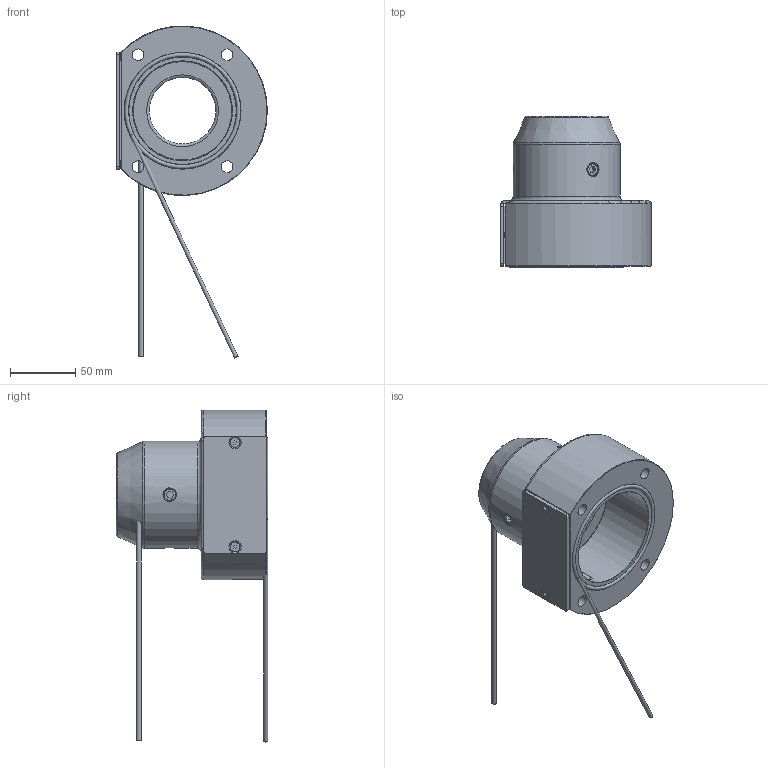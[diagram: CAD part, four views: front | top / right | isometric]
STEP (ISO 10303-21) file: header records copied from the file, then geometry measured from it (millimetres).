
FILE_DESCRIPTION (( 'STEP AP214' ), '1' );
FILE_NAME ('57027200.STEP', '2022-04-04T11:43:34', ( '' ), ( '' ), 'SwSTEP 2.0', 'SolidWorks 2020', '' );
FILE_SCHEMA (( 'AUTOMOTIVE_DESIGN' ));
Length unit declared in the file: millimetre
Products named in the file (9): 82386; 57027200; 84148; 93288; 82010_in Wandkonsole GTH 60  eingebaut; 89750; 93658; 93659; 82394
Assembly tree (11 placements, depth 2):
  57027200
    84148
    89750
    82386
    93658  x3
    93288  x2
    93659
    82394
    82010_in Wandkonsole GTH 60  eingebaut
Bounding box: 115.5 x 115.97 x 254.41 mm (x, y, z)
Volume: 490580 mm3; surface area: 106056.9 mm2
Topology: 13 solids, 13 shells, 180 faces, 400 edges, 255 vertices
Faces by surface type: plane 90, cylinder 48, cone 35, torus 7
Full cylindrical faces by diameter (mm): 3 x1, 3.3 x2, 3.5 x1, 4 x2, 4.5 x2, 5.5 x1, 6 x3, 6.8 x1, 7.5 x2, 8 x1, 8.5 x3, 9 x4, 10 x3, 10.5 x4, 51 x1, 60.8 x2, 66.5 x1, 76 x1, 82 x1, 83 x1, 89 x1
Entity records: 4725 total; most frequent: CARTESIAN_POINT 1240, DIRECTION 623, ORIENTED_EDGE 464, AXIS2_PLACEMENT_3D 254, EDGE_LOOP 239, EDGE_CURVE 232, VERTEX_POINT 183, FACE_OUTER_BOUND 175
